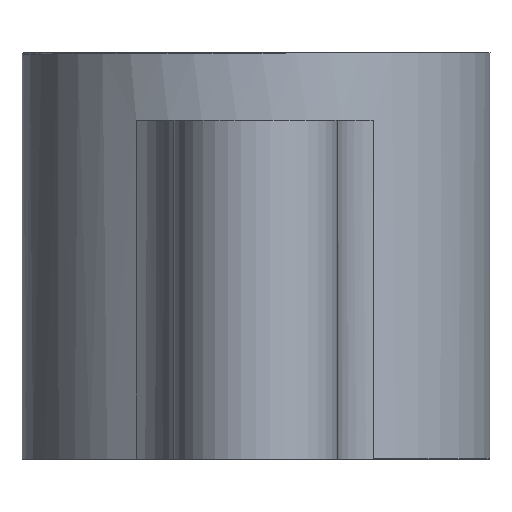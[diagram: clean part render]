
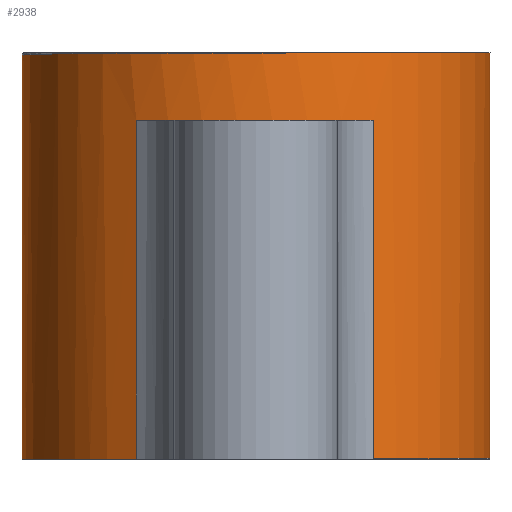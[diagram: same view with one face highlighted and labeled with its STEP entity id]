
A CAD part, front view. The second image highlights one B-rep face of the part: STEP entity #2938.
In plain terms, the highlighted cylindrical face has radius 17.25 mm (diameter 34.5 mm), a partial arc.
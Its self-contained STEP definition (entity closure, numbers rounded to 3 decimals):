
#228=FACE_OUTER_BOUND('',#403,.T.);
#403=EDGE_LOOP('',(#2452,#2453,#2454,#2455,#2456,#2457,#2458,#2459,#2460,
#2461,#2462,#2463));
#452=CIRCLE('',#3079,17.25);
#465=CIRCLE('',#3101,17.25);
#469=CIRCLE('',#3109,17.25);
#663=B_SPLINE_CURVE_WITH_KNOTS('',3,(#7893,#7894,#7895,#7896,#7897,#7898,
#7899),.UNSPECIFIED.,.F.,.F.,(4,1,1,1,4),(10.225,10.735,
10.991,11.246,12.011),.UNSPECIFIED.);
#667=B_SPLINE_CURVE_WITH_KNOTS('',3,(#7980,#7981,#7982,#7983,#7984,#7985,
#7986,#7987,#7988),.UNSPECIFIED.,.F.,.F.,(4,1,1,1,1,1,4),(5.784,
6.065,6.159,6.533,6.908,7.657,
8.406),.UNSPECIFIED.);
#669=B_SPLINE_CURVE_WITH_KNOTS('',3,(#8076,#8077,#8078,#8079,#8080,#8081,
#8082,#8083,#8084,#8085,#8086),.UNSPECIFIED.,.F.,.F.,(4,1,1,1,1,1,1,1,4),
(5.767,6.655,7.543,8.431,9.319,
10.207,10.651,11.095,11.983),
 .UNSPECIFIED.);
#693=B_SPLINE_CURVE_WITH_KNOTS('',3,(#8571,#8572,#8573,#8574,#8575,#8576,
#8577,#8578,#8579),.UNSPECIFIED.,.F.,.F.,(4,1,1,1,1,1,4),(0.,0.021,
0.025,0.033,0.041,0.045,
0.05),.UNSPECIFIED.);
#716=B_SPLINE_CURVE_WITH_KNOTS('',3,(#8961,#8962,#8963,#8964,#8965),
 .UNSPECIFIED.,.F.,.F.,(4,1,4),(0.,0.037,0.05),
 .UNSPECIFIED.);
#846=LINE('',#7808,#973);
#848=LINE('',#7844,#975);
#885=LINE('',#9747,#1012);
#886=LINE('',#9767,#1013);
#973=VECTOR('',#3471,10.);
#975=VECTOR('',#3477,10.);
#1012=VECTOR('',#3646,10.);
#1013=VECTOR('',#3649,10.);
#1202=VERTEX_POINT('',#7798);
#1203=VERTEX_POINT('',#7799);
#1206=VERTEX_POINT('',#7807);
#1209=VERTEX_POINT('',#7828);
#1212=VERTEX_POINT('',#7892);
#1215=VERTEX_POINT('',#7973);
#1221=VERTEX_POINT('',#8068);
#1222=VERTEX_POINT('',#8075);
#1236=VERTEX_POINT('',#8496);
#1237=VERTEX_POINT('',#8561);
#1251=VERTEX_POINT('',#8918);
#1252=VERTEX_POINT('',#8955);
#1571=EDGE_CURVE('',#1202,#1203,#452,.T.);
#1575=EDGE_CURVE('',#1206,#1202,#846,.T.);
#1580=EDGE_CURVE('',#1203,#1209,#848,.T.);
#1584=EDGE_CURVE('',#1206,#1212,#663,.T.);
#1589=EDGE_CURVE('',#1215,#1209,#667,.T.);
#1597=EDGE_CURVE('',#1221,#1222,#669,.T.);
#1621=EDGE_CURVE('',#1237,#1236,#693,.T.);
#1644=EDGE_CURVE('',#1252,#1251,#716,.T.);
#1654=EDGE_CURVE('',#1222,#1252,#465,.T.);
#1674=EDGE_CURVE('',#1212,#1237,#469,.T.);
#1721=EDGE_CURVE('',#1251,#1215,#885,.T.);
#1726=EDGE_CURVE('',#1236,#1221,#886,.T.);
#2452=ORIENTED_EDGE('',*,*,#1580,.T.);
#2453=ORIENTED_EDGE('',*,*,#1589,.F.);
#2454=ORIENTED_EDGE('',*,*,#1721,.F.);
#2455=ORIENTED_EDGE('',*,*,#1644,.F.);
#2456=ORIENTED_EDGE('',*,*,#1654,.F.);
#2457=ORIENTED_EDGE('',*,*,#1597,.F.);
#2458=ORIENTED_EDGE('',*,*,#1726,.F.);
#2459=ORIENTED_EDGE('',*,*,#1621,.F.);
#2460=ORIENTED_EDGE('',*,*,#1674,.F.);
#2461=ORIENTED_EDGE('',*,*,#1584,.F.);
#2462=ORIENTED_EDGE('',*,*,#1575,.T.);
#2463=ORIENTED_EDGE('',*,*,#1571,.T.);
#2781=CYLINDRICAL_SURFACE('',#3152,17.25);
#2938=ADVANCED_FACE('',(#228),#2781,.T.);
#3079=AXIS2_PLACEMENT_3D('',#7800,#3461,#3462);
#3101=AXIS2_PLACEMENT_3D('',#9003,#3517,#3518);
#3109=AXIS2_PLACEMENT_3D('',#9059,#3547,#3548);
#3152=AXIS2_PLACEMENT_3D('',#9766,#3647,#3648);
#3461=DIRECTION('center_axis',(0.,0.,1.));
#3462=DIRECTION('ref_axis',(1.,0.,0.));
#3471=DIRECTION('',(0.,0.,1.));
#3477=DIRECTION('',(0.,0.,-1.));
#3517=DIRECTION('center_axis',(0.,0.,1.));
#3518=DIRECTION('ref_axis',(1.,0.,0.));
#3547=DIRECTION('center_axis',(0.,0.,-1.));
#3548=DIRECTION('ref_axis',(1.,0.,0.));
#3646=DIRECTION('',(0.,0.,-1.));
#3647=DIRECTION('center_axis',(0.,0.,1.));
#3648=DIRECTION('ref_axis',(0.,-1.,0.));
#3649=DIRECTION('',(0.,0.,1.));
#7798=CARTESIAN_POINT('',(-8.829,-64.819,17.5));
#7799=CARTESIAN_POINT('',(8.631,-64.936,17.5));
#7800=CARTESIAN_POINT('Origin',(0.,-50.,17.5));
#7807=CARTESIAN_POINT('',(-8.829,-64.819,-7.476));
#7808=CARTESIAN_POINT('',(-8.829,-64.819,-7.5));
#7828=CARTESIAN_POINT('',(8.631,-64.936,-7.446));
#7844=CARTESIAN_POINT('',(8.631,-64.936,-7.5));
#7892=CARTESIAN_POINT('',(-17.25,-49.894,-7.5));
#7893=CARTESIAN_POINT('Ctrl Pts',(-8.829,-64.819,-7.476));
#7894=CARTESIAN_POINT('Ctrl Pts',(-10.298,-63.944,-7.479));
#7895=CARTESIAN_POINT('Ctrl Pts',(-12.284,-62.321,-7.483));
#7896=CARTESIAN_POINT('Ctrl Pts',(-14.409,-59.601,-7.488));
#7897=CARTESIAN_POINT('Ctrl Pts',(-16.521,-55.845,-7.494));
#7898=CARTESIAN_POINT('Ctrl Pts',(-17.265,-52.479,-7.5));
#7899=CARTESIAN_POINT('Ctrl Pts',(-17.25,-49.894,-7.5));
#7973=CARTESIAN_POINT('',(15.244,-41.927,-7.143));
#7980=CARTESIAN_POINT('Ctrl Pts',(15.244,-41.927,-7.143));
#7981=CARTESIAN_POINT('Ctrl Pts',(15.688,-42.765,-7.23));
#7982=CARTESIAN_POINT('Ctrl Pts',(16.187,-43.93,-7.296));
#7983=CARTESIAN_POINT('Ctrl Pts',(16.92,-46.344,-7.366));
#7984=CARTESIAN_POINT('Ctrl Pts',(17.368,-49.163,-7.389));
#7985=CARTESIAN_POINT('Ctrl Pts',(17.058,-54.234,-7.411));
#7986=CARTESIAN_POINT('Ctrl Pts',(14.606,-60.192,-7.43));
#7987=CARTESIAN_POINT('Ctrl Pts',(10.807,-63.678,-7.441));
#7988=CARTESIAN_POINT('Ctrl Pts',(8.631,-64.936,-7.446));
#8068=CARTESIAN_POINT('',(-15.244,-41.927,22.057));
#8075=CARTESIAN_POINT('',(17.25,-49.894,22.5));
#8076=CARTESIAN_POINT('Ctrl Pts',(-15.244,-41.927,22.057));
#8077=CARTESIAN_POINT('Ctrl Pts',(-16.664,-44.607,22.183));
#8078=CARTESIAN_POINT('Ctrl Pts',(-18.041,-50.689,22.314));
#8079=CARTESIAN_POINT('Ctrl Pts',(-15.297,-59.573,22.408));
#8080=CARTESIAN_POINT('Ctrl Pts',(-8.535,-65.893,22.444));
#8081=CARTESIAN_POINT('Ctrl Pts',(0.454,-68.038,22.462));
#8082=CARTESIAN_POINT('Ctrl Pts',(7.85,-65.863,22.473));
#8083=CARTESIAN_POINT('Ctrl Pts',(12.517,-62.15,22.483));
#8084=CARTESIAN_POINT('Ctrl Pts',(16.13,-57.299,22.492));
#8085=CARTESIAN_POINT('Ctrl Pts',(17.268,-52.892,22.5));
#8086=CARTESIAN_POINT('Ctrl Pts',(17.25,-49.894,22.5));
#8496=CARTESIAN_POINT('',(-15.244,-41.927,-7.487));
#8561=CARTESIAN_POINT('',(-15.47,-42.367,-7.5));
#8571=CARTESIAN_POINT('Ctrl Pts',(-15.47,-42.367,-7.5));
#8572=CARTESIAN_POINT('Ctrl Pts',(-15.439,-42.306,-7.5));
#8573=CARTESIAN_POINT('Ctrl Pts',(-15.402,-42.232,-7.499));
#8574=CARTESIAN_POINT('Ctrl Pts',(-15.352,-42.134,-7.496));
#8575=CARTESIAN_POINT('Ctrl Pts',(-15.321,-42.073,-7.494));
#8576=CARTESIAN_POINT('Ctrl Pts',(-15.289,-42.012,-7.492));
#8577=CARTESIAN_POINT('Ctrl Pts',(-15.263,-41.963,-7.489));
#8578=CARTESIAN_POINT('Ctrl Pts',(-15.251,-41.939,-7.488));
#8579=CARTESIAN_POINT('Ctrl Pts',(-15.244,-41.927,-7.487));
#8918=CARTESIAN_POINT('',(15.244,-41.927,22.497));
#8955=CARTESIAN_POINT('',(15.47,-42.368,22.5));
#8961=CARTESIAN_POINT('Ctrl Pts',(15.47,-42.368,22.5));
#8962=CARTESIAN_POINT('Ctrl Pts',(15.415,-42.257,22.5));
#8963=CARTESIAN_POINT('Ctrl Pts',(15.34,-42.109,22.499));
#8964=CARTESIAN_POINT('Ctrl Pts',(15.263,-41.963,22.498));
#8965=CARTESIAN_POINT('Ctrl Pts',(15.244,-41.927,22.497));
#9003=CARTESIAN_POINT('Origin',(0.,-50.,22.5));
#9059=CARTESIAN_POINT('Origin',(0.,-50.,-7.5));
#9747=CARTESIAN_POINT('',(15.244,-41.927,0.));
#9766=CARTESIAN_POINT('Origin',(0.,-50.,0.));
#9767=CARTESIAN_POINT('',(-15.244,-41.927,0.));
